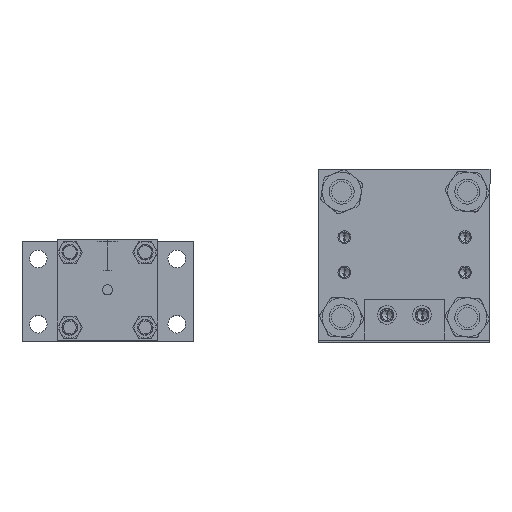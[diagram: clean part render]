
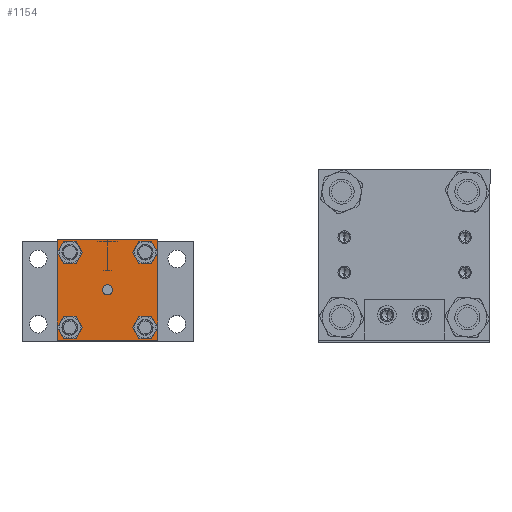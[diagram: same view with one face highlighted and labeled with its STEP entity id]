
A CAD part, top view. The second image highlights one B-rep face of the part: STEP entity #1154.
In plain terms, the highlighted planar face has unit normal (0, 0, 1).
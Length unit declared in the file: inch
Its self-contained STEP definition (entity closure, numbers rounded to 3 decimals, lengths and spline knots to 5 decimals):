
#59 = VERTEX_POINT ( 'NONE', #1981 ) ;
#205 = ORIENTED_EDGE ( 'NONE', *, *, #6485, .F. ) ;
#226 = CARTESIAN_POINT ( 'NONE',  ( 7.02246, 9.26306, 0.5 ) ) ;
#257 = CARTESIAN_POINT ( 'NONE',  ( 7.14946, 9.57806, 0.5 ) ) ;
#341 = CARTESIAN_POINT ( 'NONE',  ( 7.02246, 7.39306, 0.5 ) ) ;
#359 = DIRECTION ( 'NONE',  ( 1., 0., 0. ) ) ;
#508 = DIRECTION ( 'NONE',  ( 1., 0., 0. ) ) ;
#742 = CIRCLE ( 'NONE', #10860, 0.188 ) ;
#1154 = ADVANCED_FACE ( 'NONE', ( #1224, #10512, #7870, #3913, #7302, #9951 ), #9746, .T. ) ;
#1224 = FACE_BOUND ( 'NONE', #10877, .T. ) ;
#1359 = DIRECTION ( 'NONE',  ( 1., 0., 0. ) ) ;
#1551 = EDGE_CURVE ( 'NONE', #9707, #8225, #1596, .T. ) ;
#1596 = CIRCLE ( 'NONE', #4167, 0.188 ) ;
#1667 = VERTEX_POINT ( 'NONE', #3152 ) ;
#1678 = DIRECTION ( 'NONE',  ( 0., 0., 1. ) ) ;
#1776 = ORIENTED_EDGE ( 'NONE', *, *, #2047, .F. ) ;
#1940 = AXIS2_PLACEMENT_3D ( 'NONE', #12871, #9029, #5661 ) ;
#1976 = VERTEX_POINT ( 'NONE', #4927 ) ;
#1981 = CARTESIAN_POINT ( 'NONE',  ( 5.15246, 9.26306, 0.5 ) ) ;
#2047 = EDGE_CURVE ( 'NONE', #8558, #7169, #7691, .T. ) ;
#2145 = VERTEX_POINT ( 'NONE', #10088 ) ;
#2318 = AXIS2_PLACEMENT_3D ( 'NONE', #15681, #3622, #1359 ) ;
#2359 = CARTESIAN_POINT ( 'NONE',  ( 6.64646, 9.26306, 0.5 ) ) ;
#2373 = VECTOR ( 'NONE', #5660, 39.37008 ) ;
#2547 = VERTEX_POINT ( 'NONE', #5988 ) ;
#2598 = EDGE_CURVE ( 'NONE', #1667, #2547, #13521, .T. ) ;
#2640 = LINE ( 'NONE', #4033, #14384 ) ;
#3152 = CARTESIAN_POINT ( 'NONE',  ( 4.64946, 7.07806, 0.5 ) ) ;
#3171 = CARTESIAN_POINT ( 'NONE',  ( 5.15246, 7.39306, 0.5 ) ) ;
#3313 = VERTEX_POINT ( 'NONE', #11327 ) ;
#3335 = EDGE_CURVE ( 'NONE', #10865, #6944, #4197, .T. ) ;
#3437 = DIRECTION ( 'NONE',  ( 0., 0., 1. ) ) ;
#3438 = CARTESIAN_POINT ( 'NONE',  ( 6.64646, 7.39306, 0.5 ) ) ;
#3622 = DIRECTION ( 'NONE',  ( 0., 0., 1. ) ) ;
#3741 = DIRECTION ( 'NONE',  ( 0., 0., 1. ) ) ;
#3811 = VECTOR ( 'NONE', #508, 39.37008 ) ;
#3913 = FACE_BOUND ( 'NONE', #4681, .T. ) ;
#4030 = EDGE_CURVE ( 'NONE', #6944, #2547, #2640, .T. ) ;
#4033 = CARTESIAN_POINT ( 'NONE',  ( 7.14946, 5.57249, 0.5 ) ) ;
#4036 = CIRCLE ( 'NONE', #7455, 0.188 ) ;
#4053 = EDGE_CURVE ( 'NONE', #7169, #8558, #742, .T. ) ;
#4148 = DIRECTION ( 'NONE',  ( 0., -1., 0. ) ) ;
#4167 = AXIS2_PLACEMENT_3D ( 'NONE', #11651, #9163, #15351 ) ;
#4197 = LINE ( 'NONE', #14989, #3811 ) ;
#4317 = ORIENTED_EDGE ( 'NONE', *, *, #8014, .F. ) ;
#4476 = EDGE_CURVE ( 'NONE', #3313, #59, #13204, .T. ) ;
#4510 = CARTESIAN_POINT ( 'NONE',  ( 6.83446, 9.26306, 0.5 ) ) ;
#4681 = EDGE_LOOP ( 'NONE', ( #6756, #8472 ) ) ;
#4925 = DIRECTION ( 'NONE',  ( 0., -1., 0. ) ) ;
#4927 = CARTESIAN_POINT ( 'NONE',  ( 5.77291, 8.32806, 0.5 ) ) ;
#5284 = CARTESIAN_POINT ( 'NONE',  ( 6.83446, 9.26306, 0.5 ) ) ;
#5303 = AXIS2_PLACEMENT_3D ( 'NONE', #10051, #9146, #6362 ) ;
#5660 = DIRECTION ( 'NONE',  ( 1., 0., 0. ) ) ;
#5661 = DIRECTION ( 'NONE',  ( 1., 0., 0. ) ) ;
#5701 = EDGE_LOOP ( 'NONE', ( #11670, #10005, #12484, #8265 ) ) ;
#5891 = CARTESIAN_POINT ( 'NONE',  ( 4.96446, 7.39306, 0.5 ) ) ;
#5975 = CIRCLE ( 'NONE', #9785, 0.188 ) ;
#5988 = CARTESIAN_POINT ( 'NONE',  ( 7.14946, 7.07806, 0.5 ) ) ;
#6099 = CARTESIAN_POINT ( 'NONE',  ( 4.64946, 5.57249, 0.5 ) ) ;
#6305 = EDGE_CURVE ( 'NONE', #10865, #1667, #12974, .T. ) ;
#6343 = CARTESIAN_POINT ( 'NONE',  ( 4.77646, 7.39306, 0.5 ) ) ;
#6362 = DIRECTION ( 'NONE',  ( 1., 0., 0. ) ) ;
#6364 = VECTOR ( 'NONE', #4925, 39.37008 ) ;
#6485 = EDGE_CURVE ( 'NONE', #1976, #2145, #9004, .T. ) ;
#6576 = DIRECTION ( 'NONE',  ( 1., 0., 0. ) ) ;
#6756 = ORIENTED_EDGE ( 'NONE', *, *, #8861, .F. ) ;
#6909 = EDGE_LOOP ( 'NONE', ( #11209, #14806 ) ) ;
#6931 = CARTESIAN_POINT ( 'NONE',  ( 5.89946, 7.07806, 0.5 ) ) ;
#6944 = VERTEX_POINT ( 'NONE', #257 ) ;
#7072 = EDGE_CURVE ( 'NONE', #13988, #11249, #5975, .T. ) ;
#7169 = VERTEX_POINT ( 'NONE', #3438 ) ;
#7302 = FACE_OUTER_BOUND ( 'NONE', #5701, .T. ) ;
#7455 = AXIS2_PLACEMENT_3D ( 'NONE', #5891, #3741, #15468 ) ;
#7612 = ORIENTED_EDGE ( 'NONE', *, *, #4053, .F. ) ;
#7652 = CARTESIAN_POINT ( 'NONE',  ( 4.64946, 9.57806, 0.5 ) ) ;
#7691 = CIRCLE ( 'NONE', #10729, 0.188 ) ;
#7870 = FACE_BOUND ( 'NONE', #10646, .T. ) ;
#8014 = EDGE_CURVE ( 'NONE', #2145, #1976, #14267, .T. ) ;
#8065 = AXIS2_PLACEMENT_3D ( 'NONE', #10196, #14949, #12409 ) ;
#8225 = VERTEX_POINT ( 'NONE', #3171 ) ;
#8265 = ORIENTED_EDGE ( 'NONE', *, *, #4030, .F. ) ;
#8297 = EDGE_CURVE ( 'NONE', #11249, #13988, #15586, .T. ) ;
#8413 = EDGE_LOOP ( 'NONE', ( #205, #4317 ) ) ;
#8472 = ORIENTED_EDGE ( 'NONE', *, *, #1551, .F. ) ;
#8558 = VERTEX_POINT ( 'NONE', #341 ) ;
#8861 = EDGE_CURVE ( 'NONE', #8225, #9707, #4036, .T. ) ;
#9004 = CIRCLE ( 'NONE', #5303, 0.12655 ) ;
#9029 = DIRECTION ( 'NONE',  ( 0., 0., 1. ) ) ;
#9146 = DIRECTION ( 'NONE',  ( 0., 0., 1. ) ) ;
#9163 = DIRECTION ( 'NONE',  ( 0., 0., 1. ) ) ;
#9707 = VERTEX_POINT ( 'NONE', #6343 ) ;
#9746 = PLANE ( 'NONE',  #2318 ) ;
#9785 = AXIS2_PLACEMENT_3D ( 'NONE', #5284, #12622, #359 ) ;
#9951 = FACE_BOUND ( 'NONE', #8413, .T. ) ;
#10005 = ORIENTED_EDGE ( 'NONE', *, *, #6305, .T. ) ;
#10051 = CARTESIAN_POINT ( 'NONE',  ( 5.89946, 8.32806, 0.5 ) ) ;
#10088 = CARTESIAN_POINT ( 'NONE',  ( 6.02601, 8.32806, 0.5 ) ) ;
#10162 = ORIENTED_EDGE ( 'NONE', *, *, #13307, .F. ) ;
#10196 = CARTESIAN_POINT ( 'NONE',  ( 5.89946, 8.32806, 0.5 ) ) ;
#10512 = FACE_BOUND ( 'NONE', #6909, .T. ) ;
#10646 = EDGE_LOOP ( 'NONE', ( #10162, #15031 ) ) ;
#10729 = AXIS2_PLACEMENT_3D ( 'NONE', #13800, #1678, #6576 ) ;
#10860 = AXIS2_PLACEMENT_3D ( 'NONE', #11143, #12463, #13623 ) ;
#10865 = VERTEX_POINT ( 'NONE', #7652 ) ;
#10877 = EDGE_LOOP ( 'NONE', ( #1776, #7612 ) ) ;
#11126 = CARTESIAN_POINT ( 'NONE',  ( 4.96446, 9.26306, 0.5 ) ) ;
#11143 = CARTESIAN_POINT ( 'NONE',  ( 6.83446, 7.39306, 0.5 ) ) ;
#11209 = ORIENTED_EDGE ( 'NONE', *, *, #7072, .F. ) ;
#11249 = VERTEX_POINT ( 'NONE', #2359 ) ;
#11327 = CARTESIAN_POINT ( 'NONE',  ( 4.77646, 9.26306, 0.5 ) ) ;
#11651 = CARTESIAN_POINT ( 'NONE',  ( 4.96446, 7.39306, 0.5 ) ) ;
#11670 = ORIENTED_EDGE ( 'NONE', *, *, #3335, .F. ) ;
#12409 = DIRECTION ( 'NONE',  ( 1., 0., 0. ) ) ;
#12463 = DIRECTION ( 'NONE',  ( 0., 0., 1. ) ) ;
#12484 = ORIENTED_EDGE ( 'NONE', *, *, #2598, .T. ) ;
#12622 = DIRECTION ( 'NONE',  ( 0., 0., 1. ) ) ;
#12871 = CARTESIAN_POINT ( 'NONE',  ( 4.96446, 9.26306, 0.5 ) ) ;
#12974 = LINE ( 'NONE', #6099, #6364 ) ;
#13204 = CIRCLE ( 'NONE', #1940, 0.188 ) ;
#13307 = EDGE_CURVE ( 'NONE', #59, #3313, #14968, .T. ) ;
#13502 = DIRECTION ( 'NONE',  ( 1., 0., 0. ) ) ;
#13514 = AXIS2_PLACEMENT_3D ( 'NONE', #4510, #3437, #14374 ) ;
#13521 = LINE ( 'NONE', #6931, #2373 ) ;
#13623 = DIRECTION ( 'NONE',  ( 1., 0., 0. ) ) ;
#13800 = CARTESIAN_POINT ( 'NONE',  ( 6.83446, 7.39306, 0.5 ) ) ;
#13988 = VERTEX_POINT ( 'NONE', #226 ) ;
#14267 = CIRCLE ( 'NONE', #8065, 0.12655 ) ;
#14374 = DIRECTION ( 'NONE',  ( 1., 0., 0. ) ) ;
#14384 = VECTOR ( 'NONE', #4148, 39.37008 ) ;
#14806 = ORIENTED_EDGE ( 'NONE', *, *, #8297, .F. ) ;
#14949 = DIRECTION ( 'NONE',  ( 0., 0., 1. ) ) ;
#14968 = CIRCLE ( 'NONE', #15618, 0.188 ) ;
#14989 = CARTESIAN_POINT ( 'NONE',  ( 5.89946, 9.57806, 0.5 ) ) ;
#14997 = DIRECTION ( 'NONE',  ( 0., 0., 1. ) ) ;
#15031 = ORIENTED_EDGE ( 'NONE', *, *, #4476, .F. ) ;
#15351 = DIRECTION ( 'NONE',  ( 1., 0., 0. ) ) ;
#15468 = DIRECTION ( 'NONE',  ( 1., 0., 0. ) ) ;
#15586 = CIRCLE ( 'NONE', #13514, 0.188 ) ;
#15618 = AXIS2_PLACEMENT_3D ( 'NONE', #11126, #14997, #13502 ) ;
#15681 = CARTESIAN_POINT ( 'NONE',  ( 5.89946, 5.57249, 0.5 ) ) ;
